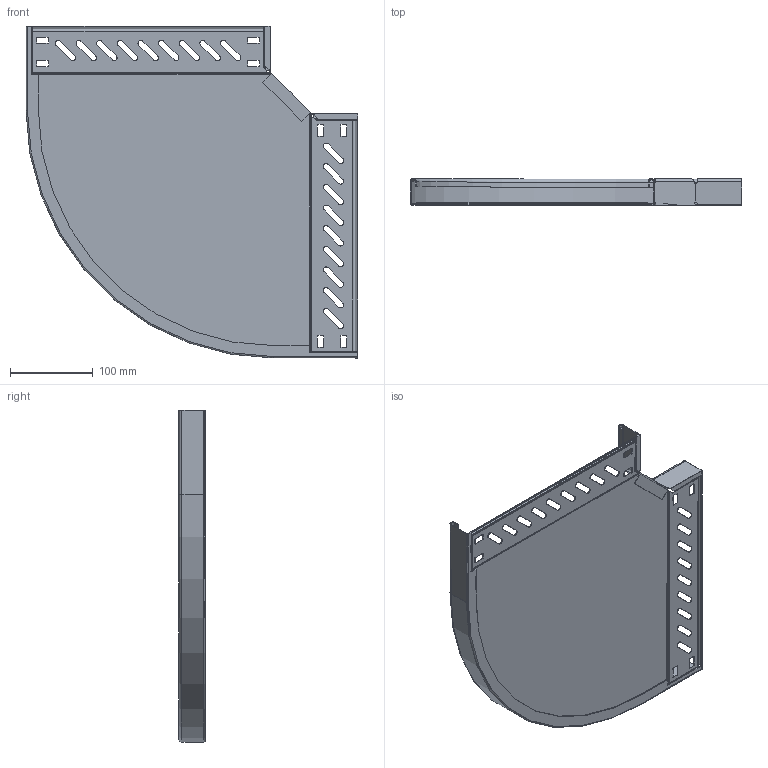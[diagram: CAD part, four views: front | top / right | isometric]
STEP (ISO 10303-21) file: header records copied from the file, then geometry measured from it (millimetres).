
FILE_DESCRIPTION (( 'STEP AP214' ), '1' );
FILE_NAME ('6036510.STEP', '2024-10-18T12:11:35', ( '' ), ( '' ), 'SwSTEP 2.0', 'SolidWorks 2022', '' );
FILE_SCHEMA (( 'AUTOMOTIVE_DESIGN' ));
Length unit declared in the file: millimetre
Products named in the file (4): 167734_300; 167655_35x90°; 6036510; 181211_300
Assembly tree (3 placements, depth 2):
  6036510
    167734_300
    181211_300
    167655_35x90°
Bounding box: 402 x 32 x 402 mm (x, y, z)
Volume: 152706.3 mm3; surface area: 349795.5 mm2
Topology: 3 solids, 3 shells, 330 faces, 888 edges, 564 vertices
Faces by surface type: plane 184, cylinder 134, bspline 8, torus 4
Entity records: 10834 total; most frequent: CARTESIAN_POINT 2136, ORIENTED_EDGE 1776, DIRECTION 1766, EDGE_CURVE 888, LINE 594, VECTOR 594, AXIS2_PLACEMENT_3D 586, VERTEX_POINT 564
